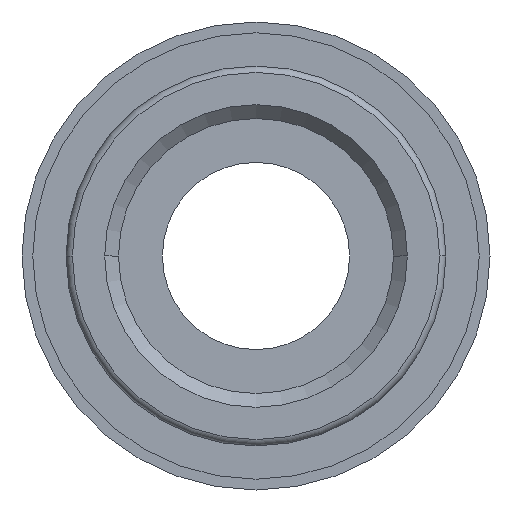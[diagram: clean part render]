
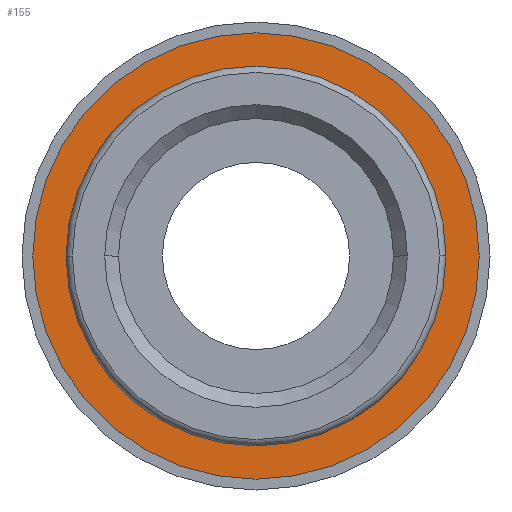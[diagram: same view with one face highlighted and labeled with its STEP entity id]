
A CAD part, front view. The second image highlights one B-rep face of the part: STEP entity #155.
In plain terms, the highlighted planar face has unit normal (0, -1, 0).
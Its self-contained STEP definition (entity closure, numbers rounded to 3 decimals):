
#155=ADVANCED_FACE('',(#337,#338),#339,.T.);
#337=FACE_BOUND('',#536,.T.);
#338=FACE_OUTER_BOUND('',#537,.T.);
#339=PLANE('',#538);
#536=EDGE_LOOP('',(#898,#899));
#537=EDGE_LOOP('',(#900,#901));
#538=AXIS2_PLACEMENT_3D('',#902,#903,#904);
#898=ORIENTED_EDGE('',*,*,#1219,.T.);
#899=ORIENTED_EDGE('',*,*,#1136,.T.);
#900=ORIENTED_EDGE('',*,*,#1093,.F.);
#901=ORIENTED_EDGE('',*,*,#1208,.F.);
#902=CARTESIAN_POINT('',(7.75,6.3,0.0));
#903=DIRECTION('',(-0.0,-1.0,-0.0));
#904=DIRECTION('',(-1.0,0.0,0.0));
#1093=EDGE_CURVE('',#1277,#1280,#1281,.T.);
#1136=EDGE_CURVE('',#1346,#1349,#1351,.T.);
#1208=EDGE_CURVE('',#1280,#1277,#1453,.T.);
#1219=EDGE_CURVE('',#1349,#1346,#1466,.T.);
#1277=VERTEX_POINT('',#1530);
#1280=VERTEX_POINT('',#1534);
#1281=CIRCLE('',#1535,15.5);
#1346=VERTEX_POINT('',#1607);
#1349=VERTEX_POINT('',#1611);
#1351=CIRCLE('',#1614,12.75);
#1453=CIRCLE('',#1732,15.5);
#1466=CIRCLE('',#1747,12.75);
#1530=CARTESIAN_POINT('',(15.5,6.3,0.0));
#1534=CARTESIAN_POINT('',(-15.5,6.3,0.));
#1535=AXIS2_PLACEMENT_3D('',#1821,#1822,#1823);
#1607=CARTESIAN_POINT('',(12.75,6.3,0.));
#1611=CARTESIAN_POINT('',(-12.75,6.3,0.));
#1614=AXIS2_PLACEMENT_3D('',#1905,#1906,#1907);
#1732=AXIS2_PLACEMENT_3D('',#2026,#2027,#2028);
#1747=AXIS2_PLACEMENT_3D('',#2043,#2044,#2045);
#1821=CARTESIAN_POINT('',(0.0,6.3,0.0));
#1822=DIRECTION('',(-0.0,1.0,0.0));
#1823=DIRECTION('',(1.0,0.0,0.0));
#1905=CARTESIAN_POINT('',(0.0,6.3,0.0));
#1906=DIRECTION('',(-0.0,1.0,0.0));
#1907=DIRECTION('',(1.0,0.0,0.0));
#2026=CARTESIAN_POINT('',(0.0,6.3,0.0));
#2027=DIRECTION('',(-0.0,1.0,0.0));
#2028=DIRECTION('',(1.0,0.0,0.0));
#2043=CARTESIAN_POINT('',(0.0,6.3,0.0));
#2044=DIRECTION('',(-0.0,1.0,0.0));
#2045=DIRECTION('',(1.0,0.0,0.0));
